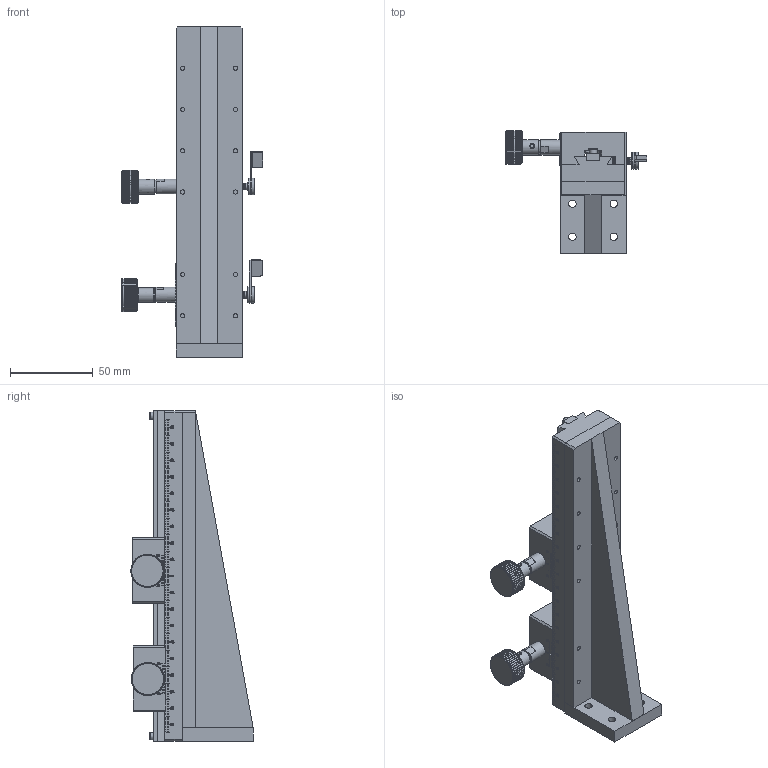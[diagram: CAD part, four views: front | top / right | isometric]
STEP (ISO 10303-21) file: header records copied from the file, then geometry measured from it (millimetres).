
FILE_DESCRIPTION (( 'STEP AP203' ), '1' );
FILE_NAME ('528797.STEP', '2024-10-15T03:16:58', ( 'Windows User' ), ( 'P R C' ), 'SwSTEP 2.0', 'SolidWorks 2020', '' );
FILE_SCHEMA (( 'CONFIG_CONTROL_DESIGN' ));
Length unit declared in the file: millimetre
Products named in the file (1): 528797
Bounding box: 85.87 x 74.06 x 200 mm (x, y, z)
Volume: 325212.5 mm3; surface area: 117869.4 mm2
Topology: 46 solids, 46 shells, 4074 faces, 10610 edges, 6764 vertices
Faces by surface type: plane 2478, bspline 578, cone 536, cylinder 482
Full cylindrical faces by diameter (mm): 2.05 x6, 2.2 x2, 2.5 x86, 2.9 x4, 3 x10, 3.3 x14, 4 x36, 4.1 x4, 4.5 x14, 5 x2, 5.5 x6, 6 x6, 7 x4, 7.4 x2, 8 x14, 9 x6, 10 x4
Entity records: 308713 total; most frequent: CARTESIAN_POINT 216939, ORIENTED_EDGE 20132, DIRECTION 16236, EDGE_CURVE 10066, VERTEX_POINT 6590, LINE 6406, VECTOR 6406, AXIS2_PLACEMENT_3D 4915
